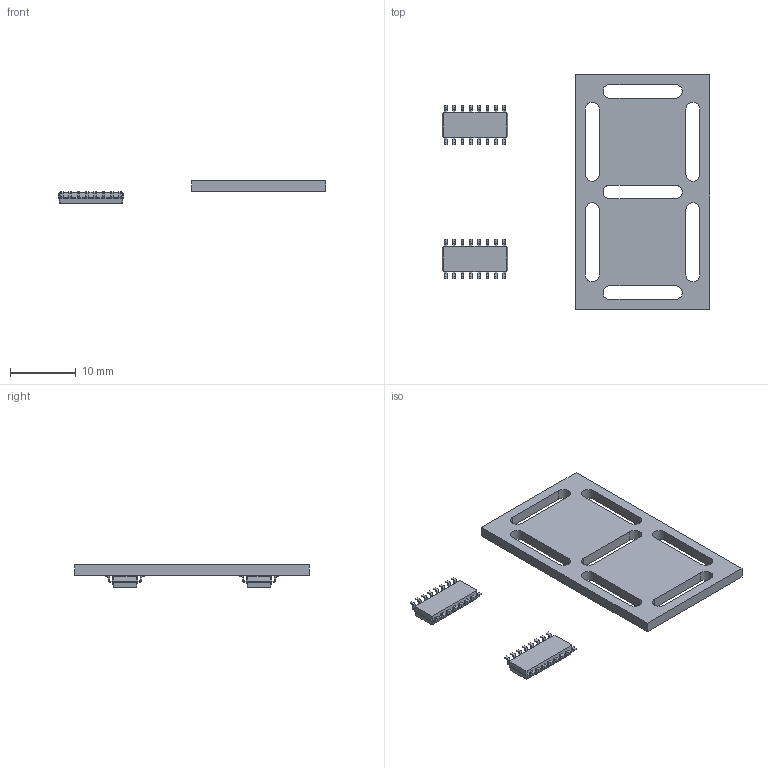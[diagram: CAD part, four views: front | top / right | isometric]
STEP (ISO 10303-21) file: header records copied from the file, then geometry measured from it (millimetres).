
FILE_DESCRIPTION(('KiCad electronic assembly'),'2;1');
FILE_NAME('NumericDisplays.step','2024-05-03T17:00:28',('Pcbnew'),( 'Kicad'),'Open CASCADE STEP processor 7.7','KiCad to STEP converter' ,'Unknown');
FILE_SCHEMA(('AUTOMOTIVE_DESIGN { 1 0 10303 214 1 1 1 1 }'));
Length unit declared in the file: millimetre
Products named in the file (4): NumericDisplays 1; SOIC-16_3.9x9.9mm_P1.27mm; SOIC_16_39x99mm_P127mm; _autosave-NumericDisplays_PCB
Assembly tree (4 placements, depth 3):
  NumericDisplays 1
    SOIC-16_3.9x9.9mm_P1.27mm  x2
      SOIC_16_39x99mm_P127mm
    _autosave-NumericDisplays_PCB
Bounding box: 40.51 x 35.56 x 3.4 mm (x, y, z)
Volume: 1008.7 mm3; surface area: 1877.7 mm2
Topology: 3 solids, 3 shells, 586 faces, 1558 edges, 980 vertices
Faces by surface type: plane 362, cylinder 144, bspline 80
Full cylindrical faces by diameter (mm): 0.6 x2
Entity records: 11496 total; most frequent: CARTESIAN_POINT 1816, ORIENTED_EDGE 1654, DIRECTION 1503, EDGE_CURVE 827, LINE 637, VECTOR 637, VERTEX_POINT 522, AXIS2_PLACEMENT_3D 433
